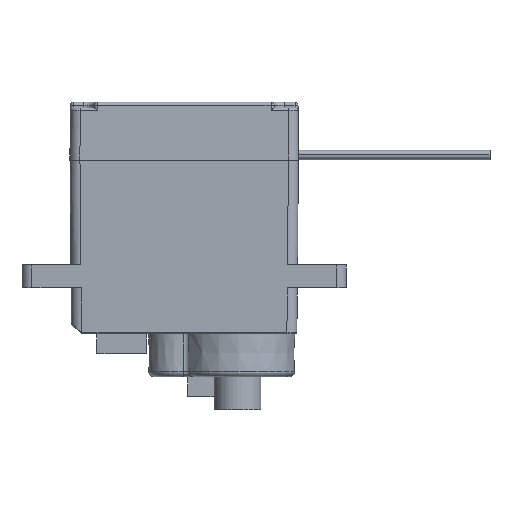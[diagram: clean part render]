
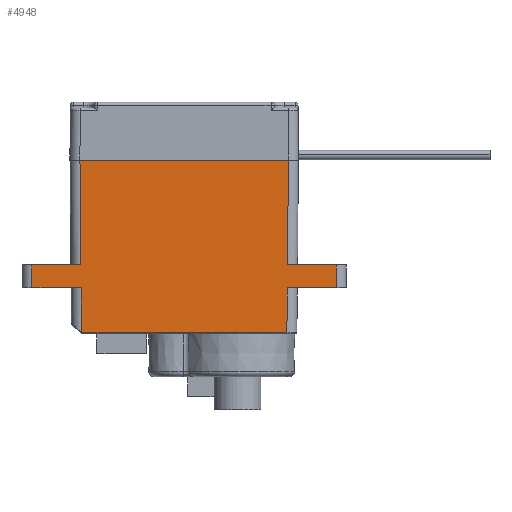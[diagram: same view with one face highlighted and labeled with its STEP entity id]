
A CAD part, front view. The second image highlights one B-rep face of the part: STEP entity #4948.
In plain terms, the highlighted planar face has unit normal (0, -1, -0.009).
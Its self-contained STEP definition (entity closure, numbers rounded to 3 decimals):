
#202=CARTESIAN_POINT('',(21.792,-0.092,10.5));
#210=DIRECTION('',(1.,0.,0.));
#211=VECTOR('',#210,20.883);
#212=CARTESIAN_POINT('',(0.908,-0.092,10.5));
#213=LINE('',#212,#211);
#336=CARTESIAN_POINT('',(21.7,0.,0.));
#354=CARTESIAN_POINT('',(1.,0.,0.));
#629=CARTESIAN_POINT('',(26.6,0.02,-2.3));
#658=DIRECTION('',(-1.,0.,0.));
#659=VECTOR('',#658,4.9);
#660=CARTESIAN_POINT('',(1.,0.,0.));
#661=LINE('',#660,#659);
#662=DIRECTION('',(0.009,0.009,-1.));
#663=VECTOR('',#662,10.501);
#664=CARTESIAN_POINT('',(0.908,-0.092,10.5));
#665=LINE('',#664,#663);
#666=DIRECTION('',(0.009,-0.009,1.));
#667=VECTOR('',#666,10.501);
#668=CARTESIAN_POINT('',(21.7,0.,0.));
#669=LINE('',#668,#667);
#670=DIRECTION('',(-1.,0.,0.));
#671=VECTOR('',#670,4.9);
#672=CARTESIAN_POINT('',(26.6,0.,0.));
#673=LINE('',#672,#671);
#674=DIRECTION('',(1.,0.,0.));
#675=VECTOR('',#674,4.92);
#676=CARTESIAN_POINT('',(21.68,0.02,-2.3));
#677=LINE('',#676,#675);
#678=DIRECTION('',(0.009,-0.009,1.));
#679=VECTOR('',#678,4.501);
#680=CARTESIAN_POINT('',(21.641,0.059,-6.801));
#681=LINE('',#680,#679);
#682=DIRECTION('',(0.009,0.009,-1.));
#683=VECTOR('',#682,4.459);
#684=CARTESIAN_POINT('',(1.02,0.02,-2.3));
#685=LINE('',#684,#683);
#702=DIRECTION('',(0.,0.009,-1.));
#703=VECTOR('',#702,2.3);
#704=CARTESIAN_POINT('',(26.6,0.,0.));
#705=LINE('',#704,#703);
#712=CARTESIAN_POINT('',(26.6,0.,0.));
#760=CARTESIAN_POINT('',(21.68,0.02,-2.3));
#815=CARTESIAN_POINT('',(21.641,0.059,-6.801));
#829=DIRECTION('',(-1.,0.,0.));
#830=VECTOR('',#829,20.536);
#831=CARTESIAN_POINT('',(21.641,0.059,-6.801));
#832=LINE('',#831,#830);
#872=CARTESIAN_POINT('',(1.104,0.06,-6.801));
#873=CARTESIAN_POINT('',(1.099,0.06,-6.797));
#874=CARTESIAN_POINT('',(1.089,0.059,-6.789));
#875=CARTESIAN_POINT('',(1.074,0.059,-6.774));
#876=CARTESIAN_POINT('',(1.064,0.059,-6.764));
#877=CARTESIAN_POINT('',(1.059,0.059,-6.759));
#1974=DIRECTION('',(-1.,0.,0.));
#1975=VECTOR('',#1974,4.92);
#1976=CARTESIAN_POINT('',(1.02,0.02,
-2.3));
#1977=LINE('',#1976,#1975);
#2066=CARTESIAN_POINT('',(-3.9,0.,0.));
#2074=DIRECTION('',(0.,-0.009,1.));
#2075=VECTOR('',#2074,2.3);
#2076=CARTESIAN_POINT('',(-3.9,0.02,-2.3));
#2077=LINE('',#2076,#2075);
#3598=VERTEX_POINT('',#712);
#3599=VERTEX_POINT('',#2066);
#3668=VERTEX_POINT('',#629);
#3684=VERTEX_POINT('',#760);
#3689=VERTEX_POINT('',#815);
#3690=CARTESIAN_POINT('',(1.104,0.06,
-6.801));
#3691=VERTEX_POINT('',#3690);
#3692=VERTEX_POINT('',#877);
#3693=CARTESIAN_POINT('',(1.02,0.02,
-2.3));
#3694=VERTEX_POINT('',#3693);
#3695=CARTESIAN_POINT('',(-3.9,0.02,-2.3));
#3696=VERTEX_POINT('',#3695);
#3960=VERTEX_POINT('',#202);
#3961=CARTESIAN_POINT('',(0.908,-0.092,10.5));
#3962=VERTEX_POINT('',#3961);
#3998=VERTEX_POINT('',#336);
#4000=VERTEX_POINT('',#354);
#4919=CARTESIAN_POINT('',(11.35,0.,0.));
#4920=DIRECTION('',(0.,-1.,-0.009));
#4921=DIRECTION('',(0.,0.009,-1.));
#4922=AXIS2_PLACEMENT_3D('',#4919,#4920,#4921);
#4923=PLANE('',#4922);
#4924=ORIENTED_EDGE('',*,*,#4474,.F.);
#4926=ORIENTED_EDGE('',*,*,#4925,.F.);
#4927=ORIENTED_EDGE('',*,*,#4349,.T.);
#4929=ORIENTED_EDGE('',*,*,#4928,.F.);
#4930=ORIENTED_EDGE('',*,*,#4434,.F.);
#4932=ORIENTED_EDGE('',*,*,#4931,.T.);
#4933=ORIENTED_EDGE('',*,*,#4891,.F.);
#4935=ORIENTED_EDGE('',*,*,#4934,.F.);
#4937=ORIENTED_EDGE('',*,*,#4936,.T.);
#4939=ORIENTED_EDGE('',*,*,#4938,.T.);
#4941=ORIENTED_EDGE('',*,*,#4940,.F.);
#4943=ORIENTED_EDGE('',*,*,#4942,.T.);
#4945=ORIENTED_EDGE('',*,*,#4944,.T.);
#4946=EDGE_LOOP('',(#4924,#4926,#4927,#4929,#4930,#4932,#4933,#4935,#4937,#4939,
#4941,#4943,#4945));
#4947=FACE_OUTER_BOUND('',#4946,.F.);
#4948=ADVANCED_FACE('',(#4947),#4923,.T.);
#878=B_SPLINE_CURVE_WITH_KNOTS('',3,(#872,#873,#874,#875,#876,#877),
.UNSPECIFIED.,.F.,.F.,(4,1,1,4),(0.,0.333,0.667,1.),
.UNSPECIFIED.);
#4349=EDGE_CURVE('',#3962,#3960,#213,.T.);
#4434=EDGE_CURVE('',#3598,#3998,#673,.T.);
#4474=EDGE_CURVE('',#4000,#3599,#661,.T.);
#4891=EDGE_CURVE('',#3684,#3668,#677,.T.);
#4925=EDGE_CURVE('',#3962,#4000,#665,.T.);
#4928=EDGE_CURVE('',#3998,#3960,#669,.T.);
#4931=EDGE_CURVE('',#3598,#3668,#705,.T.);
#4934=EDGE_CURVE('',#3689,#3684,#681,.T.);
#4936=EDGE_CURVE('',#3689,#3691,#832,.T.);
#4938=EDGE_CURVE('',#3691,#3692,#878,.T.);
#4940=EDGE_CURVE('',#3694,#3692,#685,.T.);
#4942=EDGE_CURVE('',#3694,#3696,#1977,.T.);
#4944=EDGE_CURVE('',#3696,#3599,#2077,.T.);
